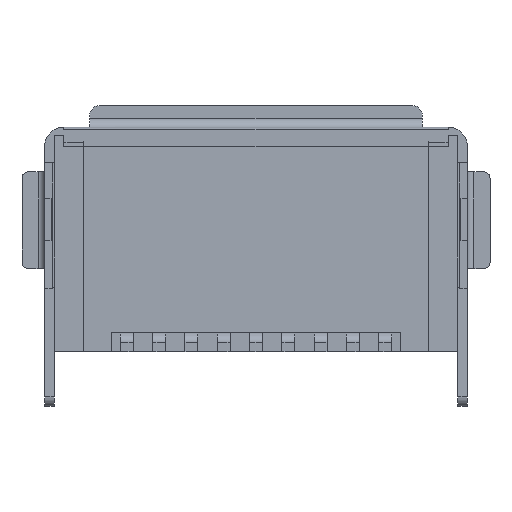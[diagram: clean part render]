
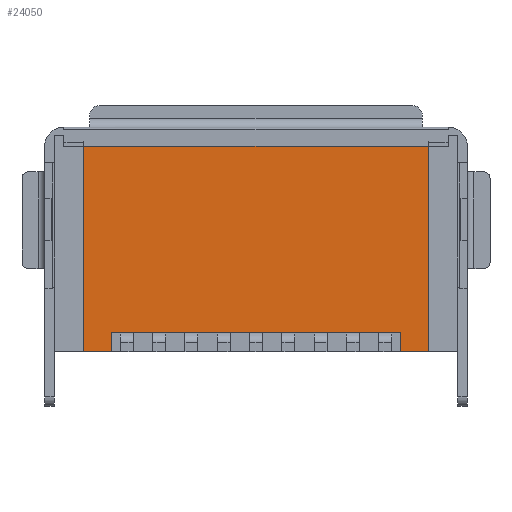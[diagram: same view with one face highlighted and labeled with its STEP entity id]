
A CAD part, top view. The second image highlights one B-rep face of the part: STEP entity #24050.
In plain terms, the highlighted planar face has unit normal (0, 0, 1).
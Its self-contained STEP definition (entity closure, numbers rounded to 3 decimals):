
#247=DIRECTION('',(-1.,0.,0.));
#248=VECTOR('',#247,10.7);
#249=CARTESIAN_POINT('',(5.35,2.56,12.327));
#250=LINE('',#249,#248);
#5859=DIRECTION('',(-1.,0.,0.));
#5860=VECTOR('',#5859,0.88);
#5861=CARTESIAN_POINT('',(5.35,-4.09,12.327));
#5862=LINE('',#5861,#5860);
#5863=DIRECTION('',(0.,1.,0.));
#5864=VECTOR('',#5863,0.6);
#5865=CARTESIAN_POINT('',(4.47,-4.09,12.327));
#5866=LINE('',#5865,#5864);
#5867=DIRECTION('',(-1.,0.,0.));
#5868=VECTOR('',#5867,8.94);
#5869=CARTESIAN_POINT('',(4.47,-3.49,12.327));
#5870=LINE('',#5869,#5868);
#5871=DIRECTION('',(0.,-1.,0.));
#5872=VECTOR('',#5871,0.6);
#5873=CARTESIAN_POINT('',(-4.47,-3.49,12.327));
#5874=LINE('',#5873,#5872);
#5875=DIRECTION('',(-1.,0.,0.));
#5876=VECTOR('',#5875,0.88);
#5877=CARTESIAN_POINT('',(-4.47,-4.09,12.327));
#5878=LINE('',#5877,#5876);
#5879=DIRECTION('',(0.,1.,0.));
#5880=VECTOR('',#5879,0.013);
#5881=CARTESIAN_POINT('',(-5.35,2.547,12.327));
#5882=LINE('',#5881,#5880);
#5883=DIRECTION('',(0.,-1.,0.));
#5884=VECTOR('',#5883,0.013);
#5885=CARTESIAN_POINT('',(5.35,2.56,12.327));
#5886=LINE('',#5885,#5884);
#5887=DIRECTION('',(0.,1.,0.));
#5888=VECTOR('',#5887,6.637);
#5889=CARTESIAN_POINT('',(5.35,-4.09,12.327));
#5890=LINE('',#5889,#5888);
#5984=DIRECTION('',(0.,-1.,0.));
#5985=VECTOR('',#5984,6.637);
#5986=CARTESIAN_POINT('',(-5.35,2.547,12.327));
#5987=LINE('',#5986,#5985);
#13903=CARTESIAN_POINT('',(5.35,2.56,12.327));
#13904=VERTEX_POINT('',#13903);
#13905=CARTESIAN_POINT('',(-5.35,2.56,12.327));
#13906=VERTEX_POINT('',#13905);
#14311=CARTESIAN_POINT('',(-5.35,2.547,12.327));
#14313=VERTEX_POINT('',#14311);
#14319=CARTESIAN_POINT('',(5.35,2.547,12.327));
#14320=VERTEX_POINT('',#14319);
#15596=CARTESIAN_POINT('',(4.47,-3.49,12.327));
#15597=CARTESIAN_POINT('',(-4.47,-3.49,12.327));
#15598=VERTEX_POINT('',#15596);
#15599=VERTEX_POINT('',#15597);
#15952=CARTESIAN_POINT('',(5.35,-4.09,12.327));
#15953=VERTEX_POINT('',#15952);
#15954=CARTESIAN_POINT('',(4.47,-4.09,12.327));
#15955=VERTEX_POINT('',#15954);
#15956=CARTESIAN_POINT('',(-4.47,-4.09,12.327));
#15957=CARTESIAN_POINT('',(-5.35,-4.09,12.327));
#15958=VERTEX_POINT('',#15956);
#15959=VERTEX_POINT('',#15957);
#24025=CARTESIAN_POINT('',(0.,0.,12.327));
#24026=DIRECTION('',(0.,0.,1.));
#24027=DIRECTION('',(1.,0.,0.));
#24028=AXIS2_PLACEMENT_3D('',#24025,#24026,#24027);
#24029=PLANE('',#24028);
#24031=ORIENTED_EDGE('',*,*,#24030,.F.);
#24033=ORIENTED_EDGE('',*,*,#24032,.T.);
#24035=ORIENTED_EDGE('',*,*,#24034,.T.);
#24037=ORIENTED_EDGE('',*,*,#24036,.T.);
#24039=ORIENTED_EDGE('',*,*,#24038,.T.);
#24041=ORIENTED_EDGE('',*,*,#24040,.T.);
#24043=ORIENTED_EDGE('',*,*,#24042,.F.);
#24044=ORIENTED_EDGE('',*,*,#24018,.T.);
#24045=ORIENTED_EDGE('',*,*,#18361,.F.);
#24047=ORIENTED_EDGE('',*,*,#24046,.T.);
#24048=EDGE_LOOP('',(#24031,#24033,#24035,#24037,#24039,#24041,#24043,#24044,
#24045,#24047));
#24049=FACE_OUTER_BOUND('',#24048,.F.);
#18361=EDGE_CURVE('',#13904,#13906,#250,.T.);
#24018=EDGE_CURVE('',#14313,#13906,#5882,.T.);
#24030=EDGE_CURVE('',#15953,#14320,#5890,.T.);
#24032=EDGE_CURVE('',#15953,#15955,#5862,.T.);
#24034=EDGE_CURVE('',#15955,#15598,#5866,.T.);
#24036=EDGE_CURVE('',#15598,#15599,#5870,.T.);
#24038=EDGE_CURVE('',#15599,#15958,#5874,.T.);
#24040=EDGE_CURVE('',#15958,#15959,#5878,.T.);
#24042=EDGE_CURVE('',#14313,#15959,#5987,.T.);
#24046=EDGE_CURVE('',#13904,#14320,#5886,.T.);
#24050=ADVANCED_FACE('',(#24049),#24029,.T.);
